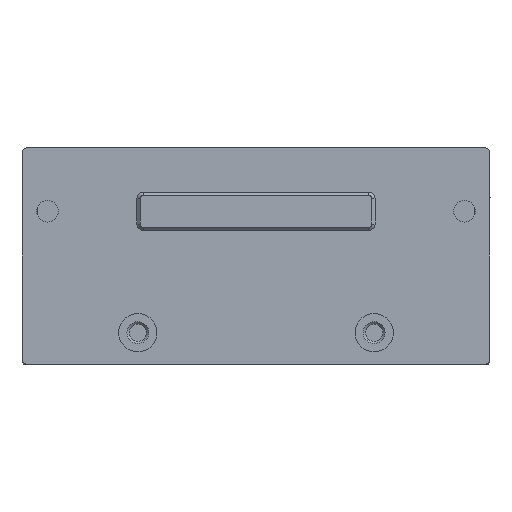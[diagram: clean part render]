
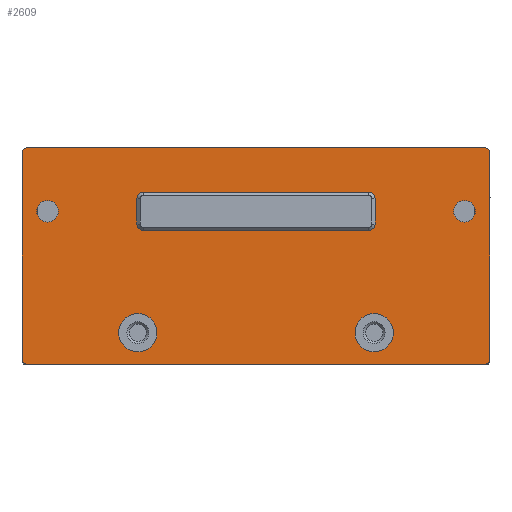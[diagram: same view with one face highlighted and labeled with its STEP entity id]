
A CAD part, front view. The second image highlights one B-rep face of the part: STEP entity #2609.
In plain terms, the highlighted planar face has unit normal (0, -1, 0).
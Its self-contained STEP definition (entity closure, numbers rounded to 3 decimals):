
#131=FACE_BOUND('',#537,.T.);
#132=FACE_BOUND('',#538,.T.);
#133=FACE_BOUND('',#539,.T.);
#134=FACE_BOUND('',#540,.T.);
#135=FACE_BOUND('',#541,.T.);
#202=PLANE('',#2909);
#358=FACE_OUTER_BOUND('',#536,.T.);
#536=EDGE_LOOP('',(#2399,#2400,#2401,#2402,#2403,#2404,#2405,#2406));
#537=EDGE_LOOP('',(#2407));
#538=EDGE_LOOP('',(#2408));
#539=EDGE_LOOP('',(#2409,#2410,#2411,#2412,#2413,#2414,#2415,#2416));
#540=EDGE_LOOP('',(#2417));
#541=EDGE_LOOP('',(#2418));
#706=LINE('',#4943,#919);
#710=LINE('',#4952,#923);
#737=LINE('',#5050,#950);
#741=LINE('',#5059,#954);
#746=LINE('',#5074,#959);
#748=LINE('',#5080,#961);
#751=LINE('',#5090,#964);
#754=LINE('',#5106,#967);
#919=VECTOR('',#3506,10.);
#923=VECTOR('',#3516,10.);
#950=VECTOR('',#3623,10.);
#954=VECTOR('',#3633,10.);
#959=VECTOR('',#3650,10.);
#961=VECTOR('',#3658,10.);
#964=VECTOR('',#3671,10.);
#967=VECTOR('',#3692,10.);
#1064=CIRCLE('',#2841,1.);
#1065=CIRCLE('',#2844,1.);
#1075=CIRCLE('',#2861,1.7);
#1077=CIRCLE('',#2865,1.7);
#1086=CIRCLE('',#2884,1.);
#1087=CIRCLE('',#2887,1.);
#1088=CIRCLE('',#2890,1.);
#1089=CIRCLE('',#2893,1.);
#1090=CIRCLE('',#2896,1.);
#1091=CIRCLE('',#2898,1.);
#1092=CIRCLE('',#2901,3.);
#1094=CIRCLE('',#2905,3.);
#1270=VERTEX_POINT('',#4940);
#1271=VERTEX_POINT('',#4942);
#1272=VERTEX_POINT('',#4946);
#1273=VERTEX_POINT('',#4950);
#1274=VERTEX_POINT('',#4954);
#1284=VERTEX_POINT('',#4987);
#1286=VERTEX_POINT('',#4995);
#1303=VERTEX_POINT('',#5047);
#1304=VERTEX_POINT('',#5049);
#1305=VERTEX_POINT('',#5053);
#1306=VERTEX_POINT('',#5057);
#1307=VERTEX_POINT('',#5061);
#1308=VERTEX_POINT('',#5066);
#1309=VERTEX_POINT('',#5068);
#1310=VERTEX_POINT('',#5072);
#1311=VERTEX_POINT('',#5078);
#1312=VERTEX_POINT('',#5082);
#1313=VERTEX_POINT('',#5086);
#1314=VERTEX_POINT('',#5092);
#1316=VERTEX_POINT('',#5099);
#1604=EDGE_CURVE('',#1271,#1270,#706,.T.);
#1607=EDGE_CURVE('',#1272,#1270,#1064,.T.);
#1609=EDGE_CURVE('',#1272,#1273,#710,.T.);
#1611=EDGE_CURVE('',#1274,#1273,#1065,.T.);
#1626=EDGE_CURVE('',#1284,#1284,#1075,.T.);
#1630=EDGE_CURVE('',#1286,#1286,#1077,.T.);
#1657=EDGE_CURVE('',#1304,#1303,#737,.T.);
#1660=EDGE_CURVE('',#1305,#1303,#1086,.F.);
#1662=EDGE_CURVE('',#1305,#1306,#741,.T.);
#1664=EDGE_CURVE('',#1307,#1306,#1087,.F.);
#1666=EDGE_CURVE('',#1308,#1309,#1088,.F.);
#1669=EDGE_CURVE('',#1308,#1310,#746,.T.);
#1670=EDGE_CURVE('',#1304,#1310,#1089,.F.);
#1672=EDGE_CURVE('',#1274,#1311,#748,.T.);
#1673=EDGE_CURVE('',#1271,#1312,#1090,.T.);
#1676=EDGE_CURVE('',#1313,#1311,#1091,.T.);
#1677=EDGE_CURVE('',#1307,#1309,#751,.T.);
#1678=EDGE_CURVE('',#1314,#1314,#1092,.T.);
#1681=EDGE_CURVE('',#1316,#1316,#1094,.T.);
#1684=EDGE_CURVE('',#1313,#1312,#754,.T.);
#2399=ORIENTED_EDGE('',*,*,#1611,.F.);
#2400=ORIENTED_EDGE('',*,*,#1672,.T.);
#2401=ORIENTED_EDGE('',*,*,#1676,.F.);
#2402=ORIENTED_EDGE('',*,*,#1684,.T.);
#2403=ORIENTED_EDGE('',*,*,#1673,.F.);
#2404=ORIENTED_EDGE('',*,*,#1604,.T.);
#2405=ORIENTED_EDGE('',*,*,#1607,.F.);
#2406=ORIENTED_EDGE('',*,*,#1609,.T.);
#2407=ORIENTED_EDGE('',*,*,#1630,.T.);
#2408=ORIENTED_EDGE('',*,*,#1626,.T.);
#2409=ORIENTED_EDGE('',*,*,#1662,.T.);
#2410=ORIENTED_EDGE('',*,*,#1664,.F.);
#2411=ORIENTED_EDGE('',*,*,#1677,.T.);
#2412=ORIENTED_EDGE('',*,*,#1666,.F.);
#2413=ORIENTED_EDGE('',*,*,#1669,.T.);
#2414=ORIENTED_EDGE('',*,*,#1670,.F.);
#2415=ORIENTED_EDGE('',*,*,#1657,.T.);
#2416=ORIENTED_EDGE('',*,*,#1660,.F.);
#2417=ORIENTED_EDGE('',*,*,#1678,.T.);
#2418=ORIENTED_EDGE('',*,*,#1681,.T.);
#2609=ADVANCED_FACE('',(#358,#131,#132,#133,#134,#135),#202,.T.);
#2841=AXIS2_PLACEMENT_3D('',#4948,#3511,#3512);
#2844=AXIS2_PLACEMENT_3D('',#4956,#3520,#3521);
#2861=AXIS2_PLACEMENT_3D('',#4988,#3559,#3560);
#2865=AXIS2_PLACEMENT_3D('',#4996,#3569,#3570);
#2884=AXIS2_PLACEMENT_3D('',#5055,#3628,#3629);
#2887=AXIS2_PLACEMENT_3D('',#5063,#3637,#3638);
#2890=AXIS2_PLACEMENT_3D('',#5069,#3644,#3645);
#2893=AXIS2_PLACEMENT_3D('',#5076,#3653,#3654);
#2896=AXIS2_PLACEMENT_3D('',#5083,#3661,#3662);
#2898=AXIS2_PLACEMENT_3D('',#5088,#3667,#3668);
#2901=AXIS2_PLACEMENT_3D('',#5093,#3674,#3675);
#2905=AXIS2_PLACEMENT_3D('',#5100,#3683,#3684);
#2909=AXIS2_PLACEMENT_3D('',#5107,#3693,#3694);
#3506=DIRECTION('',(0.,0.,1.));
#3511=DIRECTION('center_axis',(0.,1.,0.));
#3512=DIRECTION('ref_axis',(0.707,0.,0.707));
#3516=DIRECTION('',(-1.,0.,0.));
#3520=DIRECTION('center_axis',(0.,1.,0.));
#3521=DIRECTION('ref_axis',(-0.707,0.,0.707));
#3559=DIRECTION('center_axis',(0.,1.,0.));
#3560=DIRECTION('ref_axis',(1.,0.,0.));
#3569=DIRECTION('center_axis',(0.,1.,0.));
#3570=DIRECTION('ref_axis',(1.,0.,0.));
#3623=DIRECTION('',(-1.,0.,0.));
#3628=DIRECTION('center_axis',(0.,1.,0.));
#3629=DIRECTION('ref_axis',(-0.707,0.,-0.707));
#3633=DIRECTION('',(0.,0.,1.));
#3637=DIRECTION('center_axis',(0.,1.,0.));
#3638=DIRECTION('ref_axis',(-0.707,0.,0.707));
#3644=DIRECTION('center_axis',(0.,1.,0.));
#3645=DIRECTION('ref_axis',(0.707,0.,0.707));
#3650=DIRECTION('',(0.,0.,-1.));
#3653=DIRECTION('center_axis',(0.,1.,0.));
#3654=DIRECTION('ref_axis',(0.707,0.,-0.707));
#3658=DIRECTION('',(0.,0.,-1.));
#3661=DIRECTION('center_axis',(0.,1.,0.));
#3662=DIRECTION('ref_axis',(0.707,0.,-0.707));
#3667=DIRECTION('center_axis',(0.,1.,0.));
#3668=DIRECTION('ref_axis',(-0.707,0.,-0.707));
#3671=DIRECTION('',(1.,0.,0.));
#3674=DIRECTION('center_axis',(0.,1.,0.));
#3675=DIRECTION('ref_axis',(1.,0.,0.));
#3683=DIRECTION('center_axis',(0.,1.,0.));
#3684=DIRECTION('ref_axis',(1.,0.,0.));
#3692=DIRECTION('',(1.,0.,0.));
#3693=DIRECTION('center_axis',(0.,-1.,0.));
#3694=DIRECTION('ref_axis',(1.,0.,0.));
#4940=CARTESIAN_POINT('',(73.255,-8.,33.));
#4942=CARTESIAN_POINT('',(73.255,-8.,1.));
#4943=CARTESIAN_POINT('',(73.255,-8.,0.));
#4946=CARTESIAN_POINT('',(72.255,-8.,34.));
#4948=CARTESIAN_POINT('Origin',(72.255,-8.,33.));
#4950=CARTESIAN_POINT('',(1.,-8.,34.));
#4952=CARTESIAN_POINT('',(73.255,-8.,34.));
#4954=CARTESIAN_POINT('',(0.,-8.,33.));
#4956=CARTESIAN_POINT('Origin',(1.,-8.,33.));
#4987=CARTESIAN_POINT('',(67.555,-8.,24.));
#4988=CARTESIAN_POINT('Origin',(69.255,-8.,24.));
#4995=CARTESIAN_POINT('',(2.3,-8.,24.));
#4996=CARTESIAN_POINT('Origin',(4.,-8.,24.));
#5047=CARTESIAN_POINT('',(19.,-8.,21.));
#5049=CARTESIAN_POINT('',(54.255,-8.,21.));
#5050=CARTESIAN_POINT('',(27.314,-8.,21.));
#5053=CARTESIAN_POINT('',(18.,-8.,22.));
#5055=CARTESIAN_POINT('Origin',(19.,-8.,22.));
#5057=CARTESIAN_POINT('',(18.,-8.,26.));
#5059=CARTESIAN_POINT('',(18.,-8.,22.));
#5061=CARTESIAN_POINT('',(19.,-8.,27.));
#5063=CARTESIAN_POINT('Origin',(19.,-8.,26.));
#5066=CARTESIAN_POINT('',(55.255,-8.,26.));
#5068=CARTESIAN_POINT('',(54.255,-8.,27.));
#5069=CARTESIAN_POINT('Origin',(54.255,-8.,26.));
#5072=CARTESIAN_POINT('',(55.255,-8.,22.));
#5074=CARTESIAN_POINT('',(55.255,-8.,19.));
#5076=CARTESIAN_POINT('Origin',(54.255,-8.,22.));
#5078=CARTESIAN_POINT('',(0.,-8.,1.));
#5080=CARTESIAN_POINT('',(0.,-8.,34.));
#5082=CARTESIAN_POINT('',(72.255,-8.,0.));
#5083=CARTESIAN_POINT('Origin',(72.255,-8.,1.));
#5086=CARTESIAN_POINT('',(1.,-8.,0.));
#5088=CARTESIAN_POINT('Origin',(1.,-8.,1.));
#5090=CARTESIAN_POINT('',(45.941,-8.,27.));
#5092=CARTESIAN_POINT('',(15.128,-8.,5.));
#5093=CARTESIAN_POINT('Origin',(18.128,-8.,5.));
#5099=CARTESIAN_POINT('',(52.128,-8.,5.));
#5100=CARTESIAN_POINT('Origin',(55.128,-8.,5.));
#5106=CARTESIAN_POINT('',(0.,-8.,0.));
#5107=CARTESIAN_POINT('Origin',(36.628,-8.,17.));
